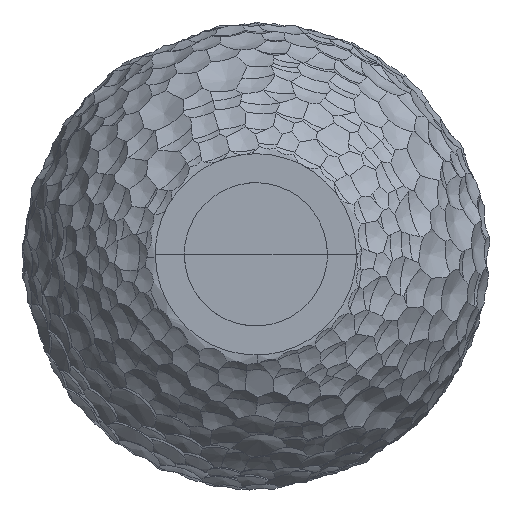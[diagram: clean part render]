
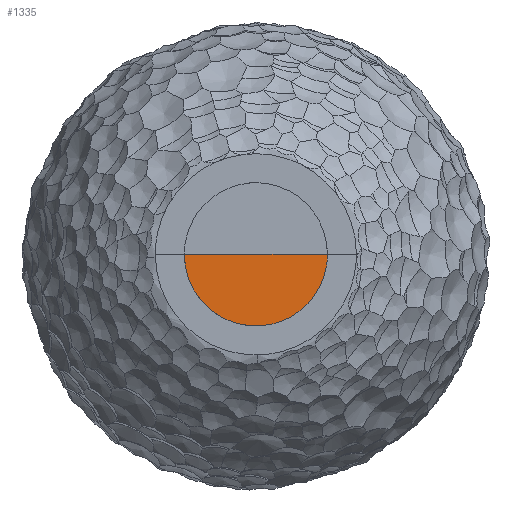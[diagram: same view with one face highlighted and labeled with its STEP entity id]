
A CAD part, top view. The second image highlights one B-rep face of the part: STEP entity #1335.
In plain terms, the highlighted free-form (B-spline) face has degree [1, 2] with [3, 5] control points.
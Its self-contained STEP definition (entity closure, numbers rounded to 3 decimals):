
#1335=ADVANCED_FACE($,(#2630),#19233,.T.);
#2630=FACE_OUTER_BOUND($,#3928,.T.);
#3928=EDGE_LOOP($,(#11561,#11562,#11563));
#11561=ORIENTED_EDGE($,*,*,#15404,.T.);
#11562=ORIENTED_EDGE($,*,*,#15405,.T.);
#11563=ORIENTED_EDGE($,*,*,#15394,.F.);
#15394=EDGE_CURVE($,#17948,#17951,#23080,.T.);
#15404=EDGE_CURVE($,#17948,#17954,#23085,.T.);
#15405=EDGE_CURVE($,#17954,#17951,#19921,.T.);
#17948=VERTEX_POINT($,#84329);
#17951=VERTEX_POINT($,#84332);
#17954=VERTEX_POINT($,#84335);
#19233=(
BOUNDED_SURFACE()
B_SPLINE_SURFACE(1,2,((#84288,#84289,#84290,#84291,#84292),(#84293,#84294,
#84295,#84296,#84297),(#84298,#84299,#84300,#84301,#84302)),.UNSPECIFIED.,
.F.,.F.,.F.)
B_SPLINE_SURFACE_WITH_KNOTS((2,1,2),(3,2,3),(121.585,173.548,
174.936),(3.142,4.712,6.283),.UNSPECIFIED.)
GEOMETRIC_REPRESENTATION_ITEM()
RATIONAL_B_SPLINE_SURFACE(((1.,0.707,1.,0.707,1.),
(1.,0.707,1.,0.707,1.),(1.,0.707,1.,
0.707,1.)))
REPRESENTATION_ITEM($)
SURFACE()
);
#19921=(
BOUNDED_CURVE()
B_SPLINE_CURVE(2,(#84132,#84133,#84134,#84135,#84136),.UNSPECIFIED.,.F.,
.F.)
B_SPLINE_CURVE_WITH_KNOTS((3,2,3),(3.142,4.712,6.283),
.UNSPECIFIED.)
CURVE()
GEOMETRIC_REPRESENTATION_ITEM()
RATIONAL_B_SPLINE_CURVE((1.,0.707,1.,0.707,1.))
REPRESENTATION_ITEM($)
);
#23080=B_SPLINE_CURVE_WITH_KNOTS($,1,(#84076,#84077,#84078),.UNSPECIFIED.,
.F.,.F.,(2,1,2),(121.585,173.548,174.936),.UNSPECIFIED.);
#23085=B_SPLINE_CURVE_WITH_KNOTS($,1,(#84129,#84130,#84131),.UNSPECIFIED.,
.F.,.F.,(2,1,2),(121.585,173.548,174.936),.UNSPECIFIED.);
#84076=CARTESIAN_POINT($,(0.,0.,0.));
#84077=CARTESIAN_POINT($,(51.963,0.,0.));
#84078=CARTESIAN_POINT($,(53.351,0.,0.));
#84129=CARTESIAN_POINT($,(0.,0.,0.));
#84130=CARTESIAN_POINT($,(-51.963,0.,0.));
#84131=CARTESIAN_POINT($,(-53.351,0.,0.));
#84132=CARTESIAN_POINT($,(-53.351,0.,0.));
#84133=CARTESIAN_POINT($,(-53.351,-53.351,0.));
#84134=CARTESIAN_POINT($,(0.,-53.351,0.));
#84135=CARTESIAN_POINT($,(53.351,-53.351,0.));
#84136=CARTESIAN_POINT($,(53.351,0.,0.));
#84288=CARTESIAN_POINT($,(0.,0.,0.));
#84289=CARTESIAN_POINT($,(0.,0.,0.));
#84290=CARTESIAN_POINT($,(0.,0.,0.));
#84291=CARTESIAN_POINT($,(0.,0.,0.));
#84292=CARTESIAN_POINT($,(0.,0.,0.));
#84293=CARTESIAN_POINT($,(-51.963,0.,0.));
#84294=CARTESIAN_POINT($,(-51.963,-51.963,0.));
#84295=CARTESIAN_POINT($,(0.,-51.963,0.));
#84296=CARTESIAN_POINT($,(51.963,-51.963,0.));
#84297=CARTESIAN_POINT($,(51.963,0.,0.));
#84298=CARTESIAN_POINT($,(-53.351,0.,0.));
#84299=CARTESIAN_POINT($,(-53.351,-53.351,0.));
#84300=CARTESIAN_POINT($,(0.,-53.351,0.));
#84301=CARTESIAN_POINT($,(53.351,-53.351,0.));
#84302=CARTESIAN_POINT($,(53.351,0.,0.));
#84329=CARTESIAN_POINT($,(0.,0.,0.));
#84332=CARTESIAN_POINT($,(53.351,0.,0.));
#84335=CARTESIAN_POINT($,(-53.351,0.,0.));
